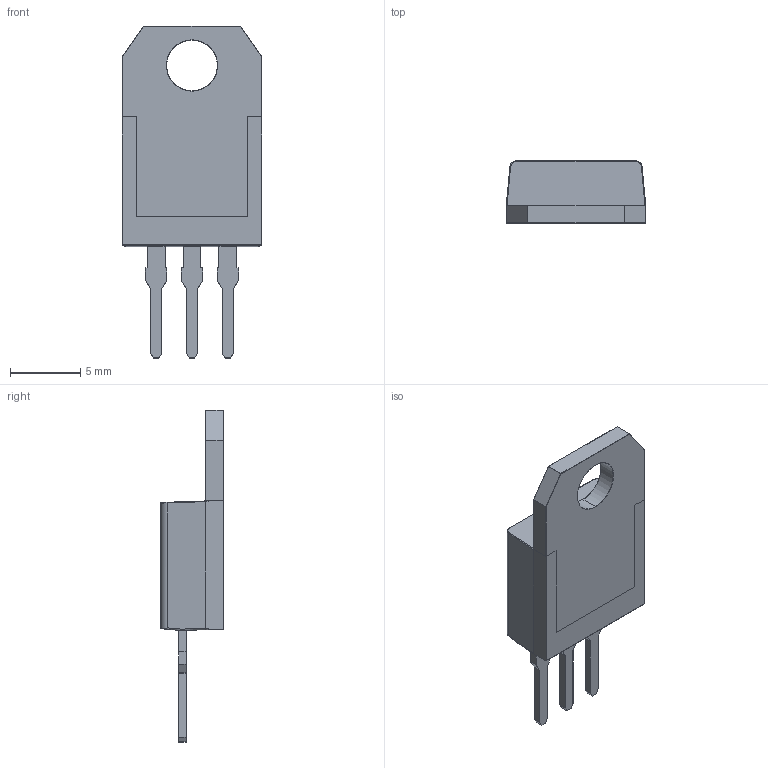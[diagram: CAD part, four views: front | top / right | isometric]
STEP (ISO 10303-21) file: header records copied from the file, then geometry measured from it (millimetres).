
FILE_DESCRIPTION (( 'STEP AP214' ), '1' );
FILE_NAME ('User Library-TO220-AB PCB.STEP', '2015-02-20T19:09:27', ( 'Windows User' ), ( '' ), 'SwSTEP 2.0', 'SolidWorks 2015', '' );
FILE_SCHEMA (( 'AUTOMOTIVE_DESIGN' ));
Length unit declared in the file: millimetre
Products named in the file (1): User Library-TO220-AB PCB
Bounding box: 9.9 x 4.46 x 23.55 mm (x, y, z)
Volume: 467.4 mm3; surface area: 710.4 mm2
Topology: 2 solids, 2 shells, 554 faces, 1361 edges, 769 vertices
Faces by surface type: plane 238, cylinder 167, sphere 71, bspline 46, torus 32
Entity records: 23972 total; most frequent: CARTESIAN_POINT 5447, ORIENTED_EDGE 2582, DIRECTION 2557, EDGE_CURVE 1291, AXIS2_PLACEMENT_3D 867, LINE 823, VECTOR 823, VERTEX_POINT 769
